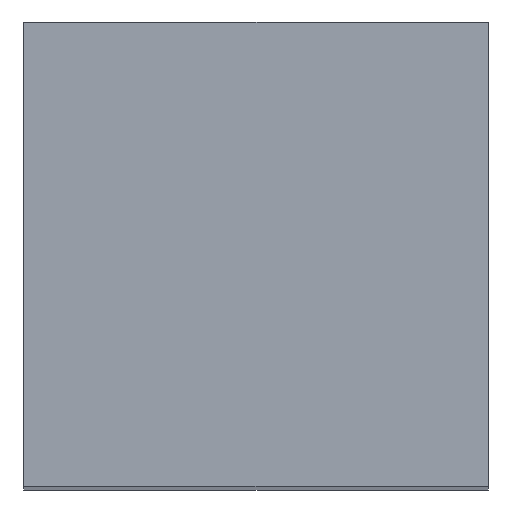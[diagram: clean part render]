
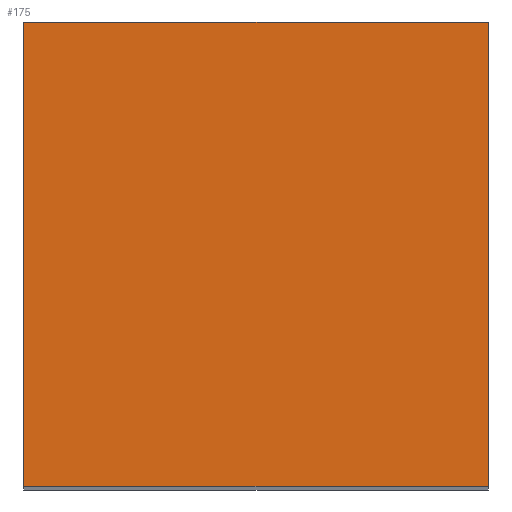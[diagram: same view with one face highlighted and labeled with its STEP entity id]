
A CAD part, top view. The second image highlights one B-rep face of the part: STEP entity #175.
In plain terms, the highlighted planar face has unit normal (0, 0, 1).
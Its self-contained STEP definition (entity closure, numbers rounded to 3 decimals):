
#23=FACE_OUTER_BOUND('',#33,.T.);
#33=EDGE_LOOP('',(#142,#143,#144,#145));
#46=LINE('',#277,#66);
#49=LINE('',#282,#69);
#51=LINE('',#286,#71);
#53=LINE('',#289,#73);
#66=VECTOR('',#232,10.);
#69=VECTOR('',#237,10.);
#71=VECTOR('',#241,10.);
#73=VECTOR('',#245,10.);
#82=VERTEX_POINT('',#275);
#83=VERTEX_POINT('',#276);
#84=VERTEX_POINT('',#281);
#85=VERTEX_POINT('',#285);
#98=EDGE_CURVE('',#82,#83,#46,.T.);
#101=EDGE_CURVE('',#84,#82,#49,.T.);
#103=EDGE_CURVE('',#85,#84,#51,.T.);
#105=EDGE_CURVE('',#83,#85,#53,.T.);
#142=ORIENTED_EDGE('',*,*,#101,.F.);
#143=ORIENTED_EDGE('',*,*,#103,.F.);
#144=ORIENTED_EDGE('',*,*,#105,.F.);
#145=ORIENTED_EDGE('',*,*,#98,.F.);
#155=PLANE('',#205);
#175=ADVANCED_FACE('',(#23),#155,.F.);
#205=AXIS2_PLACEMENT_3D('',#290,#246,#247);
#232=DIRECTION('',(0.,-1.,0.));
#237=DIRECTION('',(1.,0.,0.));
#241=DIRECTION('',(0.,1.,0.));
#245=DIRECTION('',(-1.,0.,0.));
#246=DIRECTION('center_axis',(0.,0.,-1.));
#247=DIRECTION('ref_axis',(-1.,0.,0.));
#275=CARTESIAN_POINT('',(2.514,0.716,0.644));
#276=CARTESIAN_POINT('',(2.514,0.201,0.644));
#277=CARTESIAN_POINT('',(2.514,0.118,0.644));
#281=CARTESIAN_POINT('',(1.999,0.716,0.644));
#282=CARTESIAN_POINT('',(3.894,0.716,0.644));
#285=CARTESIAN_POINT('',(1.999,0.201,0.644));
#286=CARTESIAN_POINT('',(1.999,0.376,0.644));
#289=CARTESIAN_POINT('',(3.637,0.201,0.644));
#290=CARTESIAN_POINT('Origin',(5.275,0.036,0.644));
